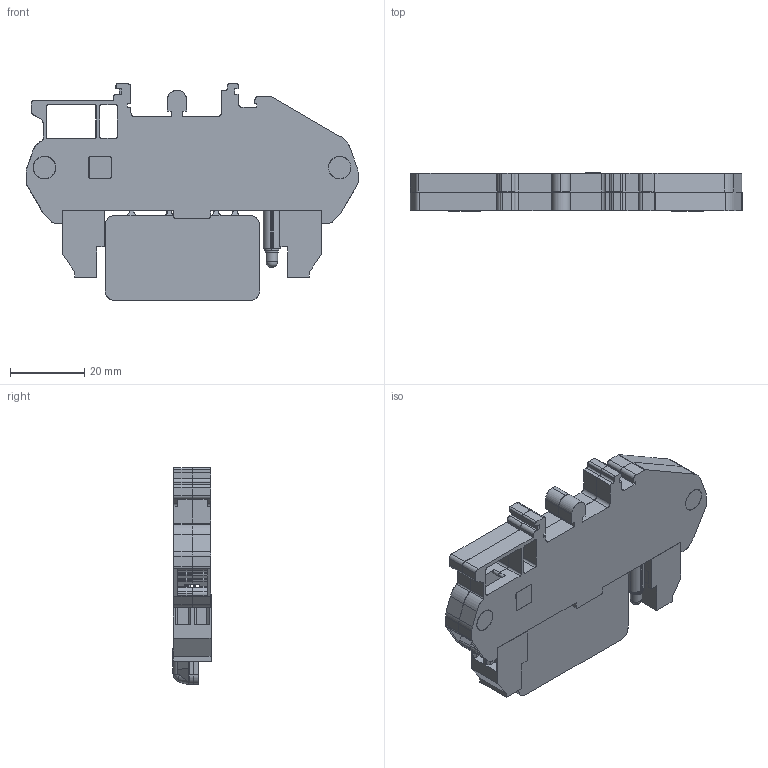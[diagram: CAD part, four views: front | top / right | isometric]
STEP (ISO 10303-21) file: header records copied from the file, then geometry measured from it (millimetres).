
FILE_DESCRIPTION (( 'STEP AP214' ), '1' );
FILE_NAME ('104701.STEP', '2011-07-09T15:54:35', ( 'LALo' ), ( 'Edi Foundation' ), 'SwSTEP 2.0', 'SolidWorks 2011', '' );
FILE_SCHEMA (( 'AUTOMOTIVE_DESIGN' ));
Length unit declared in the file: inch
Products named in the file (1): 104701
Bounding box: 89.64 x 10.27 x 58.53 mm (x, y, z)
Surface area: 25996.9 mm2 (no closed solid volume)
Topology: 0 solids, 1327 shells, 1415 faces, 7417 edges, 7324 vertices
Faces by surface type: plane 760, cylinder 561, bspline 64, cone 28, torus 2
Entity records: 116764 total; most frequent: CARTESIAN_POINT 56720, DIRECTION 9139, ORIENTED_EDGE 7501, EDGE_CURVE 7413, VERTEX_POINT 7324, VECTOR 4503, LINE 4503, AXIS2_PLACEMENT_3D 2318
